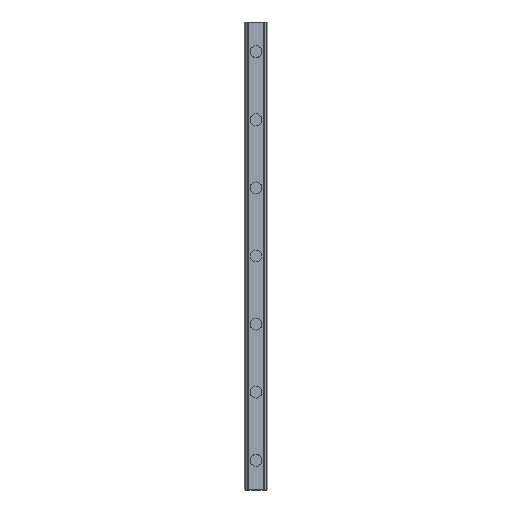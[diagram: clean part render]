
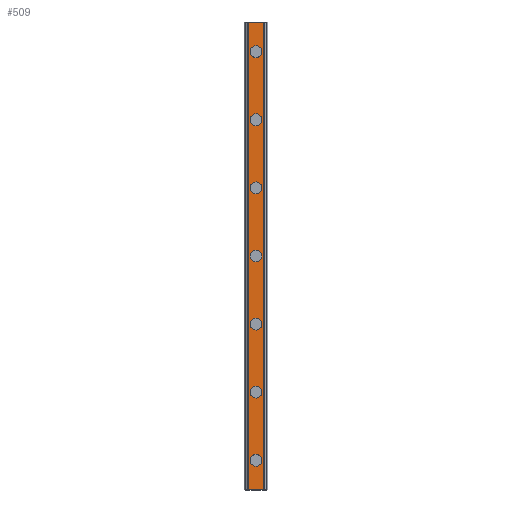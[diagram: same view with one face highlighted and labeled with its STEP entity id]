
A CAD part, top view. The second image highlights one B-rep face of the part: STEP entity #509.
In plain terms, the highlighted planar face has unit normal (0, 0, 1).
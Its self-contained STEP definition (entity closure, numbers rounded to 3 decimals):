
#509=ADVANCED_FACE('',(#1054,#1055,#1056,#1057,#1058,#1059,#1060,#1061),#1062,.T.);
#1054=FACE_BOUND('',#1621,.T.);
#1055=FACE_BOUND('',#1622,.T.);
#1056=FACE_BOUND('',#1623,.T.);
#1057=FACE_BOUND('',#1624,.T.);
#1058=FACE_BOUND('',#1625,.T.);
#1059=FACE_BOUND('',#1626,.T.);
#1060=FACE_BOUND('',#1627,.T.);
#1061=FACE_OUTER_BOUND('',#1628,.T.);
#1062=PLANE('',#1629);
#1621=EDGE_LOOP('',(#3109,#3110));
#1622=EDGE_LOOP('',(#3111,#3112));
#1623=EDGE_LOOP('',(#3113,#3114));
#1624=EDGE_LOOP('',(#3115,#3116));
#1625=EDGE_LOOP('',(#3117,#3118));
#1626=EDGE_LOOP('',(#3119,#3120));
#1627=EDGE_LOOP('',(#3121,#3122));
#1628=EDGE_LOOP('',(#3123,#3124,#3125,#3126));
#1629=AXIS2_PLACEMENT_3D('',#3127,#3128,#3129);
#3109=ORIENTED_EDGE('',*,*,#3390,.T.);
#3110=ORIENTED_EDGE('',*,*,#3813,.T.);
#3111=ORIENTED_EDGE('',*,*,#3380,.T.);
#3112=ORIENTED_EDGE('',*,*,#3819,.T.);
#3113=ORIENTED_EDGE('',*,*,#3370,.T.);
#3114=ORIENTED_EDGE('',*,*,#3825,.T.);
#3115=ORIENTED_EDGE('',*,*,#3360,.T.);
#3116=ORIENTED_EDGE('',*,*,#3831,.T.);
#3117=ORIENTED_EDGE('',*,*,#3350,.T.);
#3118=ORIENTED_EDGE('',*,*,#3837,.T.);
#3119=ORIENTED_EDGE('',*,*,#3340,.T.);
#3120=ORIENTED_EDGE('',*,*,#3843,.T.);
#3121=ORIENTED_EDGE('',*,*,#3330,.T.);
#3122=ORIENTED_EDGE('',*,*,#3849,.T.);
#3123=ORIENTED_EDGE('',*,*,#3787,.T.);
#3124=ORIENTED_EDGE('',*,*,#3906,.F.);
#3125=ORIENTED_EDGE('',*,*,#3651,.T.);
#3126=ORIENTED_EDGE('',*,*,#3904,.T.);
#3127=CARTESIAN_POINT('',(0.,550.0,26.));
#3128=DIRECTION('',(0.0,0.0,1.0));
#3129=DIRECTION('',(-1.0,0.0,0.0));
#3330=EDGE_CURVE('',#3968,#3965,#3969,.T.);
#3340=EDGE_CURVE('',#3986,#3983,#3987,.T.);
#3350=EDGE_CURVE('',#4004,#4001,#4005,.T.);
#3360=EDGE_CURVE('',#4022,#4019,#4023,.T.);
#3370=EDGE_CURVE('',#4040,#4037,#4041,.T.);
#3380=EDGE_CURVE('',#4058,#4055,#4059,.T.);
#3390=EDGE_CURVE('',#4076,#4073,#4077,.T.);
#3651=EDGE_CURVE('',#4470,#4468,#4471,.T.);
#3787=EDGE_CURVE('',#4697,#4695,#4698,.T.);
#3813=EDGE_CURVE('',#4073,#4076,#4747,.T.);
#3819=EDGE_CURVE('',#4055,#4058,#4753,.T.);
#3825=EDGE_CURVE('',#4037,#4040,#4759,.T.);
#3831=EDGE_CURVE('',#4019,#4022,#4765,.T.);
#3837=EDGE_CURVE('',#4001,#4004,#4771,.T.);
#3843=EDGE_CURVE('',#3983,#3986,#4777,.T.);
#3849=EDGE_CURVE('',#3965,#3968,#4783,.T.);
#3904=EDGE_CURVE('',#4468,#4697,#4838,.T.);
#3906=EDGE_CURVE('',#4470,#4695,#4840,.T.);
#3965=VERTEX_POINT('',#4901);
#3968=VERTEX_POINT('',#4905);
#3969=CIRCLE('',#4906,7.0);
#3983=VERTEX_POINT('',#4923);
#3986=VERTEX_POINT('',#4927);
#3987=CIRCLE('',#4928,7.0);
#4001=VERTEX_POINT('',#4945);
#4004=VERTEX_POINT('',#4949);
#4005=CIRCLE('',#4950,7.0);
#4019=VERTEX_POINT('',#4967);
#4022=VERTEX_POINT('',#4971);
#4023=CIRCLE('',#4972,7.0);
#4037=VERTEX_POINT('',#4989);
#4040=VERTEX_POINT('',#4993);
#4041=CIRCLE('',#4994,7.0);
#4055=VERTEX_POINT('',#5011);
#4058=VERTEX_POINT('',#5015);
#4059=CIRCLE('',#5016,7.0);
#4073=VERTEX_POINT('',#5033);
#4076=VERTEX_POINT('',#5037);
#4077=CIRCLE('',#5038,7.0);
#4468=VERTEX_POINT('',#5572);
#4470=VERTEX_POINT('',#5575);
#4471=LINE('',#5576,#5577);
#4695=VERTEX_POINT('',#5889);
#4697=VERTEX_POINT('',#5892);
#4698=LINE('',#5893,#5894);
#4747=CIRCLE('',#5956,7.0);
#4753=CIRCLE('',#5962,7.0);
#4759=CIRCLE('',#5968,7.0);
#4765=CIRCLE('',#5974,7.0);
#4771=CIRCLE('',#5980,7.0);
#4777=CIRCLE('',#5986,7.0);
#4783=CIRCLE('',#5992,7.0);
#4838=LINE('',#6072,#6073);
#4840=LINE('',#6075,#6076);
#4901=CARTESIAN_POINT('',(7.0,35.0,26.));
#4905=CARTESIAN_POINT('',(-7.0,35.0,26.));
#4906=AXIS2_PLACEMENT_3D('',#6157,#6158,#6159);
#4923=CARTESIAN_POINT('',(7.0,115.0,26.));
#4927=CARTESIAN_POINT('',(-7.0,115.0,26.));
#4928=AXIS2_PLACEMENT_3D('',#6173,#6174,#6175);
#4945=CARTESIAN_POINT('',(7.0,195.0,26.));
#4949=CARTESIAN_POINT('',(-7.0,195.0,26.));
#4950=AXIS2_PLACEMENT_3D('',#6189,#6190,#6191);
#4967=CARTESIAN_POINT('',(7.0,275.0,26.));
#4971=CARTESIAN_POINT('',(-7.0,275.0,26.));
#4972=AXIS2_PLACEMENT_3D('',#6205,#6206,#6207);
#4989=CARTESIAN_POINT('',(7.0,355.0,26.));
#4993=CARTESIAN_POINT('',(-7.0,355.0,26.));
#4994=AXIS2_PLACEMENT_3D('',#6221,#6222,#6223);
#5011=CARTESIAN_POINT('',(7.0,435.0,26.));
#5015=CARTESIAN_POINT('',(-7.0,435.0,26.));
#5016=AXIS2_PLACEMENT_3D('',#6237,#6238,#6239);
#5033=CARTESIAN_POINT('',(7.0,515.0,26.));
#5037=CARTESIAN_POINT('',(-7.0,515.0,26.));
#5038=AXIS2_PLACEMENT_3D('',#6253,#6254,#6255);
#5572=CARTESIAN_POINT('',(-9.342,550.0,26.));
#5575=CARTESIAN_POINT('',(9.342,550.0,26.));
#5576=CARTESIAN_POINT('',(9.342,550.0,26.));
#5577=VECTOR('',#6541,1.0);
#5889=CARTESIAN_POINT('',(9.342,0.0,26.));
#5892=CARTESIAN_POINT('',(-9.342,0.0,26.));
#5893=CARTESIAN_POINT('',(9.342,0.0,26.));
#5894=VECTOR('',#6697,1.0);
#5956=AXIS2_PLACEMENT_3D('',#6744,#6745,#6746);
#5962=AXIS2_PLACEMENT_3D('',#6753,#6754,#6755);
#5968=AXIS2_PLACEMENT_3D('',#6762,#6763,#6764);
#5974=AXIS2_PLACEMENT_3D('',#6771,#6772,#6773);
#5980=AXIS2_PLACEMENT_3D('',#6780,#6781,#6782);
#5986=AXIS2_PLACEMENT_3D('',#6789,#6790,#6791);
#5992=AXIS2_PLACEMENT_3D('',#6798,#6799,#6800);
#6072=CARTESIAN_POINT('',(-9.342,550.0,26.));
#6073=VECTOR('',#6832,1.0);
#6075=CARTESIAN_POINT('',(9.342,550.0,26.));
#6076=VECTOR('',#6833,1.0);
#6157=CARTESIAN_POINT('',(0.0,35.0,26.));
#6158=DIRECTION('',(0.0,0.0,-1.0));
#6159=DIRECTION('',(1.0,0.0,0.0));
#6173=CARTESIAN_POINT('',(0.0,115.0,26.));
#6174=DIRECTION('',(0.0,0.0,-1.0));
#6175=DIRECTION('',(1.0,0.0,0.0));
#6189=CARTESIAN_POINT('',(0.0,195.0,26.));
#6190=DIRECTION('',(0.0,0.0,-1.0));
#6191=DIRECTION('',(1.0,0.0,0.0));
#6205=CARTESIAN_POINT('',(0.0,275.0,26.));
#6206=DIRECTION('',(0.0,0.0,-1.0));
#6207=DIRECTION('',(1.0,0.0,0.0));
#6221=CARTESIAN_POINT('',(0.0,355.0,26.));
#6222=DIRECTION('',(0.0,0.0,-1.0));
#6223=DIRECTION('',(1.0,0.0,0.0));
#6237=CARTESIAN_POINT('',(0.0,435.0,26.));
#6238=DIRECTION('',(0.0,0.0,-1.0));
#6239=DIRECTION('',(1.0,0.0,0.0));
#6253=CARTESIAN_POINT('',(0.0,515.0,26.));
#6254=DIRECTION('',(0.0,0.0,-1.0));
#6255=DIRECTION('',(1.0,0.0,0.0));
#6541=DIRECTION('',(-1.0,0.0,0.0));
#6697=DIRECTION('',(1.0,0.0,0.0));
#6744=CARTESIAN_POINT('',(0.0,515.0,26.));
#6745=DIRECTION('',(0.0,0.0,-1.0));
#6746=DIRECTION('',(1.0,0.0,0.0));
#6753=CARTESIAN_POINT('',(0.0,435.0,26.));
#6754=DIRECTION('',(0.0,0.0,-1.0));
#6755=DIRECTION('',(1.0,0.0,0.0));
#6762=CARTESIAN_POINT('',(0.0,355.0,26.));
#6763=DIRECTION('',(0.0,0.0,-1.0));
#6764=DIRECTION('',(1.0,0.0,0.0));
#6771=CARTESIAN_POINT('',(0.0,275.0,26.));
#6772=DIRECTION('',(0.0,0.0,-1.0));
#6773=DIRECTION('',(1.0,0.0,0.0));
#6780=CARTESIAN_POINT('',(0.0,195.0,26.));
#6781=DIRECTION('',(0.0,0.0,-1.0));
#6782=DIRECTION('',(1.0,0.0,0.0));
#6789=CARTESIAN_POINT('',(0.0,115.0,26.));
#6790=DIRECTION('',(0.0,0.0,-1.0));
#6791=DIRECTION('',(1.0,0.0,0.0));
#6798=CARTESIAN_POINT('',(0.0,35.0,26.));
#6799=DIRECTION('',(0.0,0.0,-1.0));
#6800=DIRECTION('',(1.0,0.0,0.0));
#6832=DIRECTION('',(0.0,-1.0,0.0));
#6833=DIRECTION('',(0.0,-1.0,0.0));
